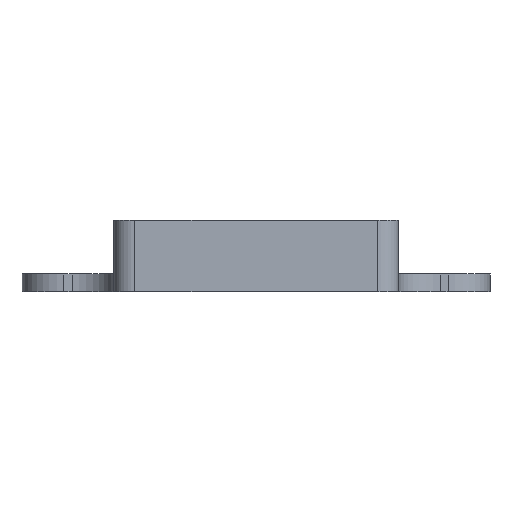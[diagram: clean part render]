
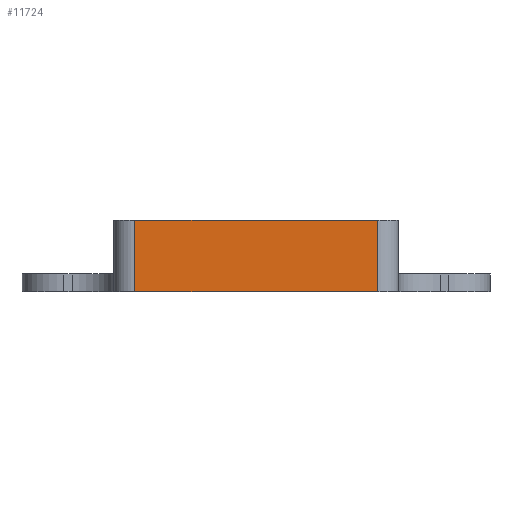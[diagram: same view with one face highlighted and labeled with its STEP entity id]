
A CAD part, front view. The second image highlights one B-rep face of the part: STEP entity #11724.
In plain terms, the highlighted planar face has unit normal (0, -1, 0).
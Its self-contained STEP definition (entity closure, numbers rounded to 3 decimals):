
#1354=PLANE('',#12003);
#1974=FACE_OUTER_BOUND('',#2628,.T.);
#2628=EDGE_LOOP('',(#10765,#10766,#10767,#10768));
#2789=LINE('',#13752,#3727);
#3567=LINE('',#23779,#4505);
#3571=LINE('',#23790,#4509);
#3572=LINE('',#23792,#4510);
#3727=VECTOR('',#12263,10.);
#4505=VECTOR('',#13259,10.);
#4509=VECTOR('',#13273,10.);
#4510=VECTOR('',#13276,10.);
#4713=VERTEX_POINT('',#13749);
#4714=VERTEX_POINT('',#13751);
#5833=VERTEX_POINT('',#23776);
#5834=VERTEX_POINT('',#23778);
#5921=EDGE_CURVE('',#4714,#4713,#2789,.T.);
#7515=EDGE_CURVE('',#5833,#5834,#3567,.T.);
#7521=EDGE_CURVE('',#4714,#5833,#3571,.T.);
#7522=EDGE_CURVE('',#5834,#4713,#3572,.T.);
#10765=ORIENTED_EDGE('',*,*,#7521,.F.);
#10766=ORIENTED_EDGE('',*,*,#5921,.T.);
#10767=ORIENTED_EDGE('',*,*,#7522,.F.);
#10768=ORIENTED_EDGE('',*,*,#7515,.F.);
#11724=ADVANCED_FACE('',(#1974),#1354,.T.);
#12003=AXIS2_PLACEMENT_3D('',#23791,#13274,#13275);
#12263=DIRECTION('',(1.,0.,0.));
#13259=DIRECTION('',(1.,0.,0.));
#13273=DIRECTION('',(0.,0.,1.));
#13274=DIRECTION('center_axis',(0.,-1.,0.));
#13275=DIRECTION('ref_axis',(1.,0.,0.));
#13276=DIRECTION('',(0.,0.,-1.));
#13749=CARTESIAN_POINT('',(15.025,-72.81,0.));
#13751=CARTESIAN_POINT('',(-14.025,-72.81,0.));
#13752=CARTESIAN_POINT('',(-16.525,-72.81,0.));
#23776=CARTESIAN_POINT('',(-14.025,-72.81,8.5));
#23778=CARTESIAN_POINT('',(15.025,-72.81,8.5));
#23779=CARTESIAN_POINT('',(-16.525,-72.81,8.5));
#23790=CARTESIAN_POINT('',(-14.025,-72.81,0.));
#23791=CARTESIAN_POINT('Origin',(-16.525,-72.81,0.));
#23792=CARTESIAN_POINT('',(15.025,-72.81,0.));
